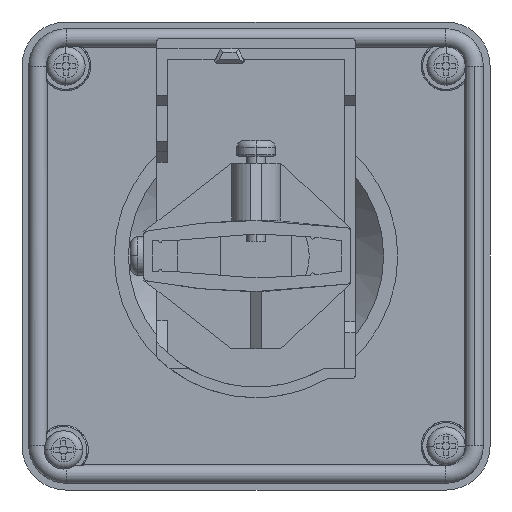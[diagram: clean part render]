
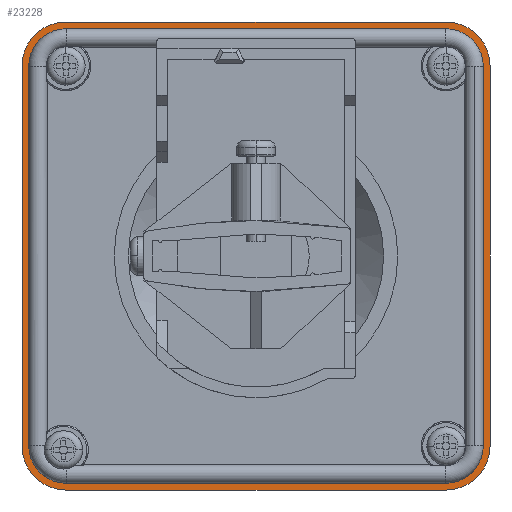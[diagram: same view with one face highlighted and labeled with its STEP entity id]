
A CAD part, left-side view. The second image highlights one B-rep face of the part: STEP entity #23228.
In plain terms, the highlighted planar face has unit normal (-1, 0, 0).
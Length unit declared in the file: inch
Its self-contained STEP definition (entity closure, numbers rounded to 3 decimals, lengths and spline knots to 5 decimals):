
#90 = ORIENTED_EDGE ( 'NONE', *, *, #2667, .T. ) ;
#377 = CIRCLE ( 'NONE', #11053, 0.20906 ) ;
#425 = EDGE_CURVE ( 'NONE', #6121, #12379, #13831, .T. ) ;
#1175 = EDGE_CURVE ( 'NONE', #8272, #9983, #21891, .T. ) ;
#1383 = EDGE_CURVE ( 'NONE', #9983, #17140, #4751, .T. ) ;
#1603 = DIRECTION ( 'NONE',  ( -1., 0., 0. ) ) ;
#1713 = CARTESIAN_POINT ( 'NONE',  ( 0.05157, 0., -1.29921 ) ) ;
#2147 = CARTESIAN_POINT ( 'NONE',  ( 0.05157, 1.05315, -1.05315 ) ) ;
#2443 = EDGE_CURVE ( 'NONE', #15362, #27065, #28560, .T. ) ;
#2595 = VECTOR ( 'NONE', #11407, 39.37008 ) ;
#2667 = EDGE_CURVE ( 'NONE', #18584, #8272, #3926, .T. ) ;
#2907 = CARTESIAN_POINT ( 'NONE',  ( 0.05157, 1.29921, 1.05512 ) ) ;
#3420 = CARTESIAN_POINT ( 'NONE',  ( 0.05157, 1.29921, -1.05512 ) ) ;
#3926 = LINE ( 'NONE', #1713, #2595 ) ;
#3991 = CARTESIAN_POINT ( 'NONE',  ( 0.05157, -1.05315, -1.05315 ) ) ;
#4059 = AXIS2_PLACEMENT_3D ( 'NONE', #2147, #9303, #31015 ) ;
#4186 = AXIS2_PLACEMENT_3D ( 'NONE', #8283, #18255, #27913 ) ;
#4367 = VECTOR ( 'NONE', #21754, 39.37008 ) ;
#4410 = CARTESIAN_POINT ( 'NONE',  ( 0.05157, -1.29921, -1.05512 ) ) ;
#4604 = EDGE_CURVE ( 'NONE', #13266, #16447, #22961, .T. ) ;
#4751 = LINE ( 'NONE', #28701, #29482 ) ;
#4905 = VECTOR ( 'NONE', #19232, 39.37008 ) ;
#4973 = CARTESIAN_POINT ( 'NONE',  ( 0.05157, 1.05512, -1.05512 ) ) ;
#5478 = EDGE_CURVE ( 'NONE', #25170, #30358, #26493, .T. ) ;
#5767 = AXIS2_PLACEMENT_3D ( 'NONE', #4973, #21337, #26237 ) ;
#5869 = LINE ( 'NONE', #20303, #8157 ) ;
#6072 = ORIENTED_EDGE ( 'NONE', *, *, #6764, .T. ) ;
#6114 = CARTESIAN_POINT ( 'NONE',  ( 0.05157, 1.05315, 1.2622 ) ) ;
#6121 = VERTEX_POINT ( 'NONE', #16586 ) ;
#6319 = CARTESIAN_POINT ( 'NONE',  ( 0.05157, 1.05512, 1.29921 ) ) ;
#6411 = CARTESIAN_POINT ( 'NONE',  ( 0.05157, -1.05512, -1.29921 ) ) ;
#6490 = CIRCLE ( 'NONE', #7516, 0.20906 ) ;
#6505 = CARTESIAN_POINT ( 'NONE',  ( 0.05157, 1.05315, 1.05315 ) ) ;
#6531 = DIRECTION ( 'NONE',  ( 0., 0., 1. ) ) ;
#6536 = ORIENTED_EDGE ( 'NONE', *, *, #25341, .T. ) ;
#6764 = EDGE_CURVE ( 'NONE', #17140, #30061, #24013, .T. ) ;
#6864 = CARTESIAN_POINT ( 'NONE',  ( 0.05157, 0., 1.29921 ) ) ;
#7516 = AXIS2_PLACEMENT_3D ( 'NONE', #3991, #20994, #23992 ) ;
#7860 = EDGE_CURVE ( 'NONE', #16447, #17155, #5869, .T. ) ;
#8157 = VECTOR ( 'NONE', #18238, 39.37008 ) ;
#8201 = VECTOR ( 'NONE', #26179, 39.37008 ) ;
#8272 = VERTEX_POINT ( 'NONE', #6411 ) ;
#8283 = CARTESIAN_POINT ( 'NONE',  ( 0.05157, 1.05512, 1.05512 ) ) ;
#8349 = ORIENTED_EDGE ( 'NONE', *, *, #28709, .T. ) ;
#8728 = ORIENTED_EDGE ( 'NONE', *, *, #7860, .T. ) ;
#9001 = CARTESIAN_POINT ( 'NONE',  ( 0.05157, -1.2622, 1.05315 ) ) ;
#9303 = DIRECTION ( 'NONE',  ( 1., 0., 0. ) ) ;
#9627 = CARTESIAN_POINT ( 'NONE',  ( 0.05157, -1.05315, 1.05315 ) ) ;
#9948 = CARTESIAN_POINT ( 'NONE',  ( 0.05157, 1.05315, -1.2622 ) ) ;
#9983 = VERTEX_POINT ( 'NONE', #4410 ) ;
#10335 = AXIS2_PLACEMENT_3D ( 'NONE', #14389, #12023, #15728 ) ;
#10349 = CARTESIAN_POINT ( 'NONE',  ( 0.05157, 1.05512, -1.29921 ) ) ;
#10422 = CARTESIAN_POINT ( 'NONE',  ( 0.05157, 1.2622, -1.05315 ) ) ;
#10442 = VERTEX_POINT ( 'NONE', #28748 ) ;
#10753 = ORIENTED_EDGE ( 'NONE', *, *, #21979, .T. ) ;
#11053 = AXIS2_PLACEMENT_3D ( 'NONE', #9627, #28520, #21544 ) ;
#11102 = ORIENTED_EDGE ( 'NONE', *, *, #25807, .F. ) ;
#11407 = DIRECTION ( 'NONE',  ( 0., -1., 0. ) ) ;
#11578 = ORIENTED_EDGE ( 'NONE', *, *, #5478, .F. ) ;
#12023 = DIRECTION ( 'NONE',  ( -1., 0., 0. ) ) ;
#12379 = VERTEX_POINT ( 'NONE', #9001 ) ;
#13266 = VERTEX_POINT ( 'NONE', #6319 ) ;
#13449 = EDGE_LOOP ( 'NONE', ( #8728, #6536, #90, #25187, #30767, #6072, #24796, #15555 ) ) ;
#13670 = PLANE ( 'NONE',  #13898 ) ;
#13831 = LINE ( 'NONE', #21600, #24886 ) ;
#13898 = AXIS2_PLACEMENT_3D ( 'NONE', #30628, #1603, #6531 ) ;
#13986 = DIRECTION ( 'NONE',  ( 0., 0., 1. ) ) ;
#14299 = CARTESIAN_POINT ( 'NONE',  ( 0.05157, 1.05315, 1.2622 ) ) ;
#14389 = CARTESIAN_POINT ( 'NONE',  ( 0.05157, -1.05512, 1.05512 ) ) ;
#14424 = DIRECTION ( 'NONE',  ( 0., 0., 1. ) ) ;
#15362 = VERTEX_POINT ( 'NONE', #9948 ) ;
#15555 = ORIENTED_EDGE ( 'NONE', *, *, #4604, .T. ) ;
#15569 = DIRECTION ( 'NONE',  ( 0., 0., -1. ) ) ;
#15728 = DIRECTION ( 'NONE',  ( 0., 0., -1. ) ) ;
#15924 = VECTOR ( 'NONE', #22622, 39.37008 ) ;
#16447 = VERTEX_POINT ( 'NONE', #2907 ) ;
#16518 = CARTESIAN_POINT ( 'NONE',  ( 0.05157, -1.05315, -1.2622 ) ) ;
#16586 = CARTESIAN_POINT ( 'NONE',  ( 0.05157, -1.2622, -1.05315 ) ) ;
#16693 = LINE ( 'NONE', #6864, #4905 ) ;
#17140 = VERTEX_POINT ( 'NONE', #25176 ) ;
#17155 = VERTEX_POINT ( 'NONE', #3420 ) ;
#18238 = DIRECTION ( 'NONE',  ( 0., 0., -1. ) ) ;
#18255 = DIRECTION ( 'NONE',  ( -1., 0., 0. ) ) ;
#18584 = VERTEX_POINT ( 'NONE', #10349 ) ;
#18894 = CARTESIAN_POINT ( 'NONE',  ( 0.05157, -1.05512, 1.29921 ) ) ;
#19103 = EDGE_CURVE ( 'NONE', #15362, #29291, #19796, .T. ) ;
#19232 = DIRECTION ( 'NONE',  ( 0., 1., 0. ) ) ;
#19694 = EDGE_LOOP ( 'NONE', ( #27520, #28425, #8349, #29763, #21349, #10753, #11578, #11102 ) ) ;
#19796 = CIRCLE ( 'NONE', #4059, 0.20906 ) ;
#19926 = AXIS2_PLACEMENT_3D ( 'NONE', #6505, #21106, #26172 ) ;
#20303 = CARTESIAN_POINT ( 'NONE',  ( 0.05157, 1.29921, 0. ) ) ;
#20958 = DIRECTION ( 'NONE',  ( -1., 0., 0. ) ) ;
#20994 = DIRECTION ( 'NONE',  ( 1., 0., 0. ) ) ;
#21106 = DIRECTION ( 'NONE',  ( -1., 0., 0. ) ) ;
#21337 = DIRECTION ( 'NONE',  ( -1., 0., 0. ) ) ;
#21349 = ORIENTED_EDGE ( 'NONE', *, *, #19103, .T. ) ;
#21544 = DIRECTION ( 'NONE',  ( 0., 1., 0. ) ) ;
#21600 = CARTESIAN_POINT ( 'NONE',  ( 0.05157, -1.2622, 1.05315 ) ) ;
#21605 = LINE ( 'NONE', #14299, #4367 ) ;
#21754 = DIRECTION ( 'NONE',  ( 0., 1., 0. ) ) ;
#21891 = CIRCLE ( 'NONE', #23924, 0.24409 ) ;
#21979 = EDGE_CURVE ( 'NONE', #29291, #30358, #29428, .T. ) ;
#22622 = DIRECTION ( 'NONE',  ( 0., 0., 1. ) ) ;
#22961 = CIRCLE ( 'NONE', #4186, 0.24409 ) ;
#23228 = ADVANCED_FACE ( 'NONE', ( #30168, #28253 ), #13670, .T. ) ;
#23924 = AXIS2_PLACEMENT_3D ( 'NONE', #25860, #20958, #15569 ) ;
#23992 = DIRECTION ( 'NONE',  ( 0., 1., 0. ) ) ;
#24013 = CIRCLE ( 'NONE', #10335, 0.24409 ) ;
#24796 = ORIENTED_EDGE ( 'NONE', *, *, #26863, .T. ) ;
#24886 = VECTOR ( 'NONE', #13986, 39.37008 ) ;
#25170 = VERTEX_POINT ( 'NONE', #6114 ) ;
#25176 = CARTESIAN_POINT ( 'NONE',  ( 0.05157, -1.29921, 1.05512 ) ) ;
#25187 = ORIENTED_EDGE ( 'NONE', *, *, #1175, .T. ) ;
#25341 = EDGE_CURVE ( 'NONE', #17155, #18584, #27036, .T. ) ;
#25807 = EDGE_CURVE ( 'NONE', #10442, #25170, #21605, .T. ) ;
#25860 = CARTESIAN_POINT ( 'NONE',  ( 0.05157, -1.05512, -1.05512 ) ) ;
#26172 = DIRECTION ( 'NONE',  ( 0., 1., 0. ) ) ;
#26179 = DIRECTION ( 'NONE',  ( 0., -1., 0. ) ) ;
#26237 = DIRECTION ( 'NONE',  ( 0., 0., -1. ) ) ;
#26493 = CIRCLE ( 'NONE', #19926, 0.20906 ) ;
#26863 = EDGE_CURVE ( 'NONE', #30061, #13266, #16693, .T. ) ;
#27036 = CIRCLE ( 'NONE', #5767, 0.24409 ) ;
#27065 = VERTEX_POINT ( 'NONE', #27149 ) ;
#27149 = CARTESIAN_POINT ( 'NONE',  ( 0.05157, -1.05315, -1.2622 ) ) ;
#27520 = ORIENTED_EDGE ( 'NONE', *, *, #27622, .T. ) ;
#27622 = EDGE_CURVE ( 'NONE', #10442, #12379, #377, .T. ) ;
#27913 = DIRECTION ( 'NONE',  ( 0., 0., -1. ) ) ;
#28201 = CARTESIAN_POINT ( 'NONE',  ( 0.05157, 1.2622, 1.05315 ) ) ;
#28253 = FACE_OUTER_BOUND ( 'NONE', #13449, .T. ) ;
#28425 = ORIENTED_EDGE ( 'NONE', *, *, #425, .F. ) ;
#28520 = DIRECTION ( 'NONE',  ( 1., 0., 0. ) ) ;
#28560 = LINE ( 'NONE', #16518, #8201 ) ;
#28701 = CARTESIAN_POINT ( 'NONE',  ( 0.05157, -1.29921, 0. ) ) ;
#28709 = EDGE_CURVE ( 'NONE', #6121, #27065, #6490, .T. ) ;
#28748 = CARTESIAN_POINT ( 'NONE',  ( 0.05157, -1.05315, 1.2622 ) ) ;
#29291 = VERTEX_POINT ( 'NONE', #10422 ) ;
#29428 = LINE ( 'NONE', #29587, #15924 ) ;
#29482 = VECTOR ( 'NONE', #14424, 39.37008 ) ;
#29587 = CARTESIAN_POINT ( 'NONE',  ( 0.05157, 1.2622, 0. ) ) ;
#29763 = ORIENTED_EDGE ( 'NONE', *, *, #2443, .F. ) ;
#30061 = VERTEX_POINT ( 'NONE', #18894 ) ;
#30168 = FACE_BOUND ( 'NONE', #19694, .T. ) ;
#30358 = VERTEX_POINT ( 'NONE', #28201 ) ;
#30628 = CARTESIAN_POINT ( 'NONE',  ( 0.05157, 0., 0. ) ) ;
#30767 = ORIENTED_EDGE ( 'NONE', *, *, #1383, .T. ) ;
#31015 = DIRECTION ( 'NONE',  ( 0., 0., -1. ) ) ;
